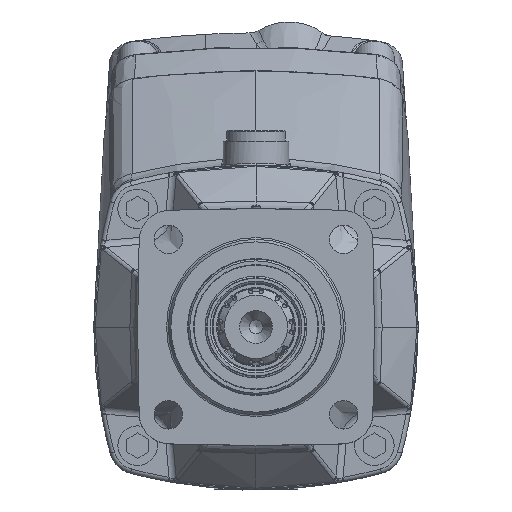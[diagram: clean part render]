
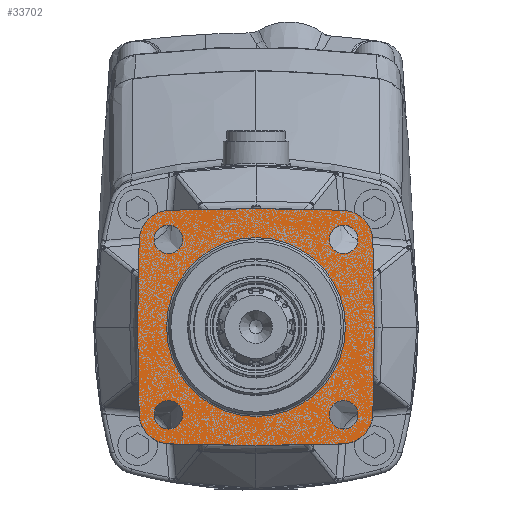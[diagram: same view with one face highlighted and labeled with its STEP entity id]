
A CAD part, top view. The second image highlights one B-rep face of the part: STEP entity #33702.
In plain terms, the highlighted face is planar.
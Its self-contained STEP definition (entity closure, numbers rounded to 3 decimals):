
#728=LINE('',#46896,#2836);
#1002=LINE('',#51358,#3110);
#1060=LINE('',#54984,#3168);
#1085=LINE('',#57161,#3193);
#1089=LINE('',#57177,#3197);
#1091=LINE('',#57181,#3199);
#1097=LINE('',#57235,#3205);
#1098=LINE('',#57237,#3206);
#2836=VECTOR('',#38537,39.562);
#3110=VECTOR('',#39321,39.562);
#3168=VECTOR('',#39671,39.562);
#3193=VECTOR('',#39906,39.562);
#3197=VECTOR('',#39916,39.562);
#3199=VECTOR('',#39920,39.562);
#3205=VECTOR('',#39970,39.562);
#3206=VECTOR('',#39973,39.562);
#5088=FACE_BOUND('',#11358,.T.);
#5089=FACE_BOUND('',#11359,.T.);
#5090=FACE_BOUND('',#11360,.T.);
#5091=FACE_BOUND('',#11361,.T.);
#5092=FACE_BOUND('',#11362,.T.);
#5302=PLANE('',#35939);
#9418=FACE_OUTER_BOUND('',#11357,.T.);
#11357=EDGE_LOOP('',(#24816,#24817,#24818,#24819,#24820,#24821,#24822,#24823,
#24824,#24825,#24826,#24827));
#11358=EDGE_LOOP('',(#24828,#24829));
#11359=EDGE_LOOP('',(#24830,#24831));
#11360=EDGE_LOOP('',(#24832,#24833));
#11361=EDGE_LOOP('',(#24834,#24835));
#11362=EDGE_LOOP('',(#24836));
#13088=CIRCLE('',#35598,6.5);
#13089=CIRCLE('',#35599,6.5);
#13103=CIRCLE('',#35614,6.5);
#13104=CIRCLE('',#35615,6.5);
#13127=CIRCLE('',#35646,14.);
#13135=CIRCLE('',#35663,6.5);
#13136=CIRCLE('',#35664,6.5);
#13163=CIRCLE('',#35703,6.5);
#13164=CIRCLE('',#35704,6.5);
#13240=CIRCLE('',#35806,14.);
#13319=CIRCLE('',#35914,14.);
#13320=CIRCLE('',#35918,14.);
#13323=CIRCLE('',#35922,40.8);
#14738=VERTEX_POINT('',#46893);
#14739=VERTEX_POINT('',#46895);
#15044=VERTEX_POINT('',#50131);
#15045=VERTEX_POINT('',#50132);
#15066=VERTEX_POINT('',#50436);
#15067=VERTEX_POINT('',#50437);
#15109=VERTEX_POINT('',#51311);
#15110=VERTEX_POINT('',#51312);
#15118=VERTEX_POINT('',#51357);
#15120=VERTEX_POINT('',#51368);
#15121=VERTEX_POINT('',#51369);
#15170=VERTEX_POINT('',#52125);
#15171=VERTEX_POINT('',#52126);
#15278=VERTEX_POINT('',#54978);
#15279=VERTEX_POINT('',#54979);
#15366=VERTEX_POINT('',#57159);
#15367=VERTEX_POINT('',#57160);
#15369=VERTEX_POINT('',#57172);
#15370=VERTEX_POINT('',#57176);
#15371=VERTEX_POINT('',#57180);
#15374=VERTEX_POINT('',#57189);
#17935=EDGE_CURVE('',#14739,#14738,#728,.T.);
#18389=EDGE_CURVE('',#15044,#15045,#13088,.T.);
#18390=EDGE_CURVE('',#15045,#15044,#13089,.T.);
#18415=EDGE_CURVE('',#15066,#15067,#13103,.T.);
#18416=EDGE_CURVE('',#15067,#15066,#13104,.T.);
#18474=EDGE_CURVE('',#15109,#15110,#13127,.T.);
#18492=EDGE_CURVE('',#15109,#15118,#1002,.T.);
#18495=EDGE_CURVE('',#15120,#15121,#13135,.T.);
#18496=EDGE_CURVE('',#15121,#15120,#13136,.T.);
#18566=EDGE_CURVE('',#15170,#15171,#13163,.T.);
#18567=EDGE_CURVE('',#15171,#15170,#13164,.T.);
#18744=EDGE_CURVE('',#15278,#15279,#13240,.T.);
#18747=EDGE_CURVE('',#15118,#15279,#1060,.T.);
#18903=EDGE_CURVE('',#15366,#15367,#1085,.T.);
#18907=EDGE_CURVE('',#15366,#15369,#13319,.T.);
#18909=EDGE_CURVE('',#15370,#15369,#1089,.T.);
#18911=EDGE_CURVE('',#15371,#15370,#1091,.T.);
#18913=EDGE_CURVE('',#15371,#14738,#13320,.T.);
#18916=EDGE_CURVE('',#15374,#15374,#13323,.T.);
#18933=EDGE_CURVE('',#15278,#14739,#1097,.T.);
#18934=EDGE_CURVE('',#15367,#15110,#1098,.T.);
#24816=ORIENTED_EDGE('',*,*,#18933,.T.);
#24817=ORIENTED_EDGE('',*,*,#17935,.T.);
#24818=ORIENTED_EDGE('',*,*,#18913,.F.);
#24819=ORIENTED_EDGE('',*,*,#18911,.T.);
#24820=ORIENTED_EDGE('',*,*,#18909,.T.);
#24821=ORIENTED_EDGE('',*,*,#18907,.F.);
#24822=ORIENTED_EDGE('',*,*,#18903,.T.);
#24823=ORIENTED_EDGE('',*,*,#18934,.T.);
#24824=ORIENTED_EDGE('',*,*,#18474,.F.);
#24825=ORIENTED_EDGE('',*,*,#18492,.T.);
#24826=ORIENTED_EDGE('',*,*,#18747,.T.);
#24827=ORIENTED_EDGE('',*,*,#18744,.F.);
#24828=ORIENTED_EDGE('',*,*,#18566,.T.);
#24829=ORIENTED_EDGE('',*,*,#18567,.T.);
#24830=ORIENTED_EDGE('',*,*,#18415,.T.);
#24831=ORIENTED_EDGE('',*,*,#18416,.T.);
#24832=ORIENTED_EDGE('',*,*,#18389,.T.);
#24833=ORIENTED_EDGE('',*,*,#18390,.T.);
#24834=ORIENTED_EDGE('',*,*,#18495,.T.);
#24835=ORIENTED_EDGE('',*,*,#18496,.T.);
#24836=ORIENTED_EDGE('',*,*,#18916,.F.);
#33702=ADVANCED_FACE('',(#9418,#5088,#5089,#5090,#5091,#5092),#5302,.T.);
#35598=AXIS2_PLACEMENT_3D('',#50133,#39167,#39168);
#35599=AXIS2_PLACEMENT_3D('',#50134,#39169,#39170);
#35614=AXIS2_PLACEMENT_3D('',#50438,#39202,#39203);
#35615=AXIS2_PLACEMENT_3D('',#50439,#39204,#39205);
#35646=AXIS2_PLACEMENT_3D('',#51313,#39281,#39282);
#35663=AXIS2_PLACEMENT_3D('',#51370,#39325,#39326);
#35664=AXIS2_PLACEMENT_3D('',#51371,#39327,#39328);
#35703=AXIS2_PLACEMENT_3D('',#52127,#39424,#39425);
#35704=AXIS2_PLACEMENT_3D('',#52128,#39426,#39427);
#35806=AXIS2_PLACEMENT_3D('',#54980,#39665,#39666);
#35914=AXIS2_PLACEMENT_3D('',#57173,#39911,#39912);
#35918=AXIS2_PLACEMENT_3D('',#57184,#39924,#39925);
#35922=AXIS2_PLACEMENT_3D('',#57191,#39932,#39933);
#35939=AXIS2_PLACEMENT_3D('',#57236,#39971,#39972);
#38537=DIRECTION('',(-1.,0.017,0.));
#39167=DIRECTION('center_axis',(0.,0.,
1.));
#39168=DIRECTION('ref_axis',(0.,-1.,0.));
#39169=DIRECTION('center_axis',(0.,0.,
1.));
#39170=DIRECTION('ref_axis',(0.,-1.,0.));
#39202=DIRECTION('center_axis',(0.,0.,
1.));
#39203=DIRECTION('ref_axis',(0.,-1.,0.));
#39204=DIRECTION('center_axis',(0.,0.,
1.));
#39205=DIRECTION('ref_axis',(0.,-1.,0.));
#39281=DIRECTION('center_axis',(0.,0.,
1.));
#39282=DIRECTION('ref_axis',(1.,0.017,0.));
#39321=DIRECTION('',(0.017,-1.,0.));
#39325=DIRECTION('center_axis',(0.,0.,
1.));
#39326=DIRECTION('ref_axis',(0.,-1.,0.));
#39327=DIRECTION('center_axis',(0.,0.,
1.));
#39328=DIRECTION('ref_axis',(0.,-1.,0.));
#39424=DIRECTION('center_axis',(0.,0.,
1.));
#39425=DIRECTION('ref_axis',(0.,-1.,0.));
#39426=DIRECTION('center_axis',(0.,0.,
1.));
#39427=DIRECTION('ref_axis',(0.,-1.,0.));
#39665=DIRECTION('center_axis',(0.,0.,
1.));
#39666=DIRECTION('ref_axis',(0.017,-1.,0.));
#39671=DIRECTION('',(-0.017,-1.,0.));
#39906=DIRECTION('',(1.,0.017,0.));
#39911=DIRECTION('center_axis',(0.,0.,
1.));
#39912=DIRECTION('ref_axis',(-0.017,1.,0.));
#39916=DIRECTION('',(0.017,1.,0.));
#39920=DIRECTION('',(-0.017,1.,0.));
#39924=DIRECTION('center_axis',(0.,0.,
1.));
#39925=DIRECTION('ref_axis',(-1.,-0.017,0.));
#39932=DIRECTION('center_axis',(0.,0.,
-1.));
#39933=DIRECTION('ref_axis',(0.,-1.,0.));
#39970=DIRECTION('',(-1.,-0.017,0.));
#39971=DIRECTION('center_axis',(0.,0.,
-1.));
#39972=DIRECTION('ref_axis',(0.,1.,0.));
#39973=DIRECTION('',(1.,-0.017,0.));
#46893=CARTESIAN_POINT('',(-39.556,-53.31,0.));
#46895=CARTESIAN_POINT('',(0.,-54.,0.));
#46896=CARTESIAN_POINT('',(0.,-54.,0.));
#50131=CARTESIAN_POINT('',(-40.,33.5,0.));
#50132=CARTESIAN_POINT('',(-40.,46.5,0.));
#50133=CARTESIAN_POINT('Origin',(-40.,40.,0.));
#50134=CARTESIAN_POINT('Origin',(-40.,40.,0.));
#50436=CARTESIAN_POINT('',(40.,33.5,0.));
#50437=CARTESIAN_POINT('',(40.,46.5,0.));
#50438=CARTESIAN_POINT('Origin',(40.,40.,0.));
#50439=CARTESIAN_POINT('Origin',(40.,40.,0.));
#51311=CARTESIAN_POINT('',(53.31,39.556,0.));
#51312=CARTESIAN_POINT('',(39.556,53.31,0.));
#51313=CARTESIAN_POINT('Origin',(39.312,39.312,0.));
#51357=CARTESIAN_POINT('',(54.,0.,0.));
#51358=CARTESIAN_POINT('',(53.31,39.556,0.));
#51368=CARTESIAN_POINT('',(-40.,-46.5,0.));
#51369=CARTESIAN_POINT('',(-40.,-33.5,0.));
#51370=CARTESIAN_POINT('Origin',(-40.,-40.,0.));
#51371=CARTESIAN_POINT('Origin',(-40.,-40.,0.));
#52125=CARTESIAN_POINT('',(40.,-46.5,0.));
#52126=CARTESIAN_POINT('',(40.,-33.5,0.));
#52127=CARTESIAN_POINT('Origin',(40.,-40.,0.));
#52128=CARTESIAN_POINT('Origin',(40.,-40.,0.));
#54978=CARTESIAN_POINT('',(39.556,-53.31,0.));
#54979=CARTESIAN_POINT('',(53.31,-39.556,0.));
#54980=CARTESIAN_POINT('Origin',(39.312,-39.312,0.));
#54984=CARTESIAN_POINT('',(54.,0.,0.));
#57159=CARTESIAN_POINT('',(-39.556,53.31,0.));
#57160=CARTESIAN_POINT('',(0.,54.,0.));
#57161=CARTESIAN_POINT('',(-39.556,53.31,0.));
#57172=CARTESIAN_POINT('',(-53.31,39.556,0.));
#57173=CARTESIAN_POINT('Origin',(-39.312,39.312,0.));
#57176=CARTESIAN_POINT('',(-54.,0.,0.));
#57177=CARTESIAN_POINT('',(-54.,0.,0.));
#57180=CARTESIAN_POINT('',(-53.31,-39.556,0.));
#57181=CARTESIAN_POINT('',(-53.31,-39.556,0.));
#57184=CARTESIAN_POINT('Origin',(-39.312,-39.312,0.));
#57189=CARTESIAN_POINT('',(0.,-40.8,0.));
#57191=CARTESIAN_POINT('Origin',(0.,0.,
0.));
#57235=CARTESIAN_POINT('',(39.556,-53.31,0.));
#57236=CARTESIAN_POINT('Origin',(0.,0.,
0.));
#57237=CARTESIAN_POINT('',(0.,54.,0.));
